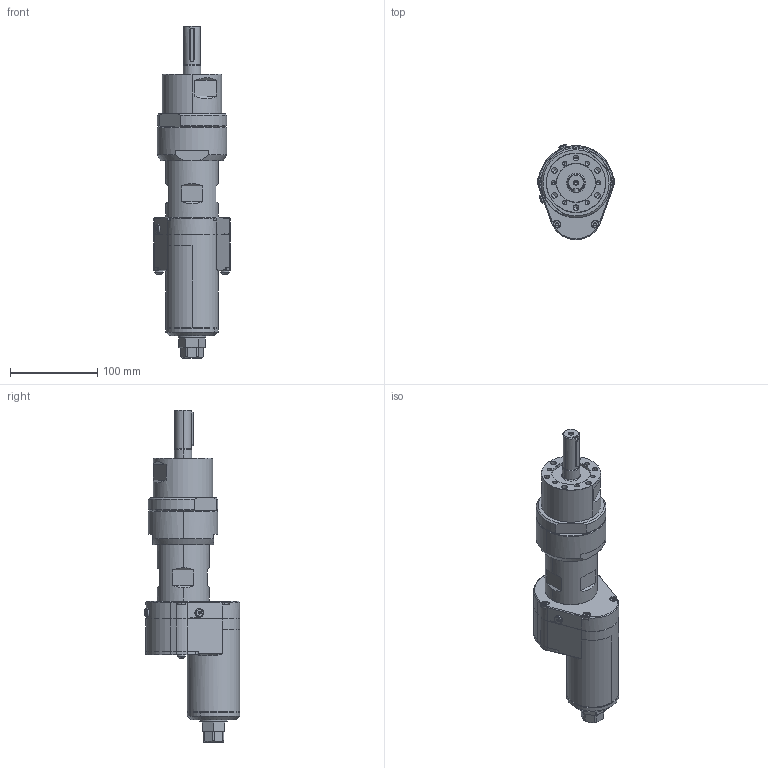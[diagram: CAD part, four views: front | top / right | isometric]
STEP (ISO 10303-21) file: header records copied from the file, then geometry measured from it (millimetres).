
FILE_DESCRIPTION((''),'2;1');
FILE_NAME('8411310016_SW0002','2024-02-29T23:42:57',('INEdipo'),(''),'CREO PARAMETRIC BY PTC INC, 2022414','CREO PARAMETRIC BY PTC INC, 2022414','');
FILE_SCHEMA(('AP242_MANAGED_MODEL_BASED_3D_ENGINEERING_MIM_LF { 1 0 10303 442 1 1 4 }'));
Length unit declared in the file: inch
Products named in the file (1): 8411310016_SW0002
Bounding box: 88.39 x 109.49 x 381.6 mm (x, y, z)
Volume: 1261088.7 mm3; surface area: 103191.5 mm2
Topology: 1 solids, 1 shells, 762 faces, 1989 edges, 1258 vertices
Faces by surface type: plane 274, cylinder 249, extrusion 109, cone 86, torus 22, bspline 12, sphere 10
Entity records: 28801 total; most frequent: CARTESIAN_POINT 7335, ORIENTED_EDGE 3926, DIRECTION 3648, EDGE_CURVE 1963, AXIS2_PLACEMENT_3D 1259, VERTEX_POINT 1258, VECTOR 1130, LINE 1021
